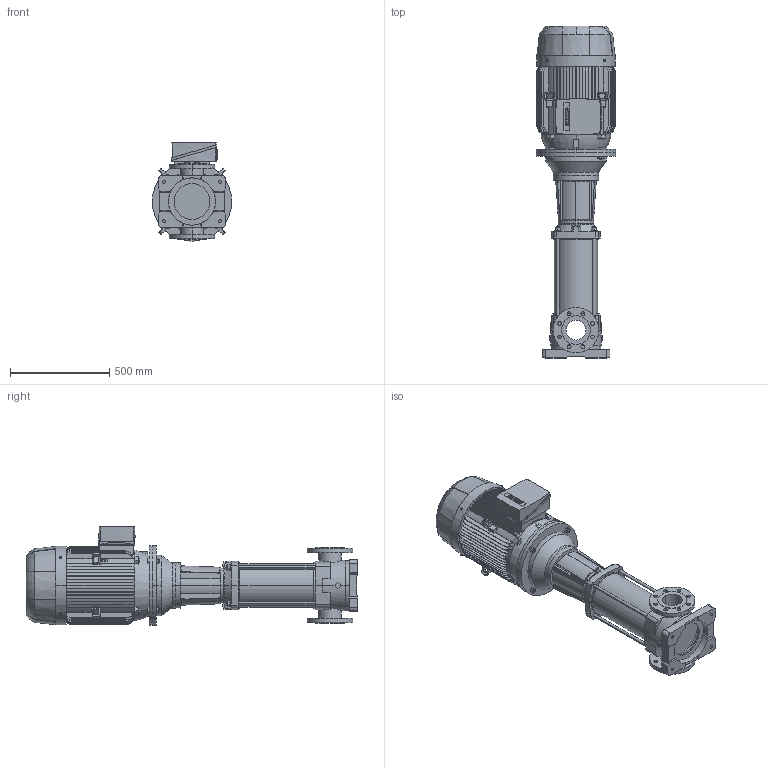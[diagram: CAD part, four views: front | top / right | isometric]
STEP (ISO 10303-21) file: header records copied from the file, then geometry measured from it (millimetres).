
FILE_DESCRIPTION (( 'STEP AP203' ), '1' );
FILE_NAME ('4.93.632.19swa02.step', '2023-04-18T09:58:39', ( '' ), ( '' ), 'SwSTEP 2.0', 'SolidWorks 2020', '' );
FILE_SCHEMA (( 'CONFIG_CONTROL_DESIGN' ));
Length unit declared in the file: millimetre
Products named in the file (5): 4.93.632.19swa02; 10008171swn00; 10000023swn00_M16x50 6.8 ZINCATA; 4.93.631.15swp01; 10000007swn00_M16 õ
Assembly tree (10 placements, depth 2):
  4.93.632.19swa02
    4.93.631.15swp01
    10000023swn00_M16x50 6.8 ZINCATA  x4
    10000007swn00_M16 õ  x4
    10008171swn00
Bounding box: 400 x 1674 x 496 mm (x, y, z)
Volume: 69529039 mm3; surface area: 4629592.5 mm2
Topology: 9 solids, 33 shells, 1836 faces, 4866 edges, 3157 vertices
Faces by surface type: plane 1052, cylinder 507, cone 128, torus 126, bspline 23
Full cylindrical faces by diameter (mm): 18.631 x1
Entity records: 63312 total; most frequent: CARTESIAN_POINT 21554, ORIENTED_EDGE 9093, DIRECTION 8004, EDGE_CURVE 4548, VERTEX_POINT 2980, AXIS2_PLACEMENT_3D 2828, LINE 2348, VECTOR 2348
